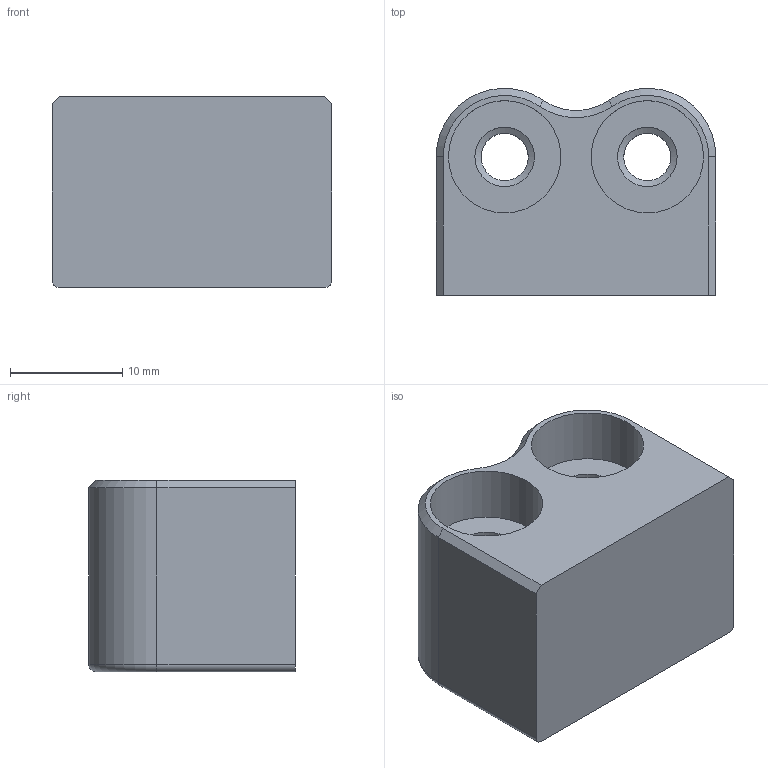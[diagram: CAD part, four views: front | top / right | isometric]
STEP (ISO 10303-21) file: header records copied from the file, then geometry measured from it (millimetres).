
FILE_DESCRIPTION (( 'STEP AP214' ), '1' );
FILE_NAME ('MS2020.STEP', '2013-12-26T15:42:17', ( '' ), ( '' ), 'SwSTEP 2.0', 'SolidWorks 2012', '' );
FILE_SCHEMA (( 'AUTOMOTIVE_DESIGN' ));
Length unit declared in the file: inch
Products named in the file (1): MS2020
Bounding box: 24.89 x 18.4 x 17.02 mm (x, y, z)
Volume: 6100.4 mm3; surface area: 2826.9 mm2
Topology: 1 solids, 1 shells, 28 faces, 60 edges, 36 vertices
Faces by surface type: cylinder 11, plane 9, cone 5, torus 3
Full cylindrical faces by diameter (mm): 4.2 x2, 5.3 x2, 10 x2
Entity records: 766 total; most frequent: DIRECTION 140, CARTESIAN_POINT 117, ORIENTED_EDGE 104, AXIS2_PLACEMENT_3D 59, EDGE_CURVE 52, EDGE_LOOP 42, VERTEX_POINT 36, FACE_OUTER_BOUND 34
